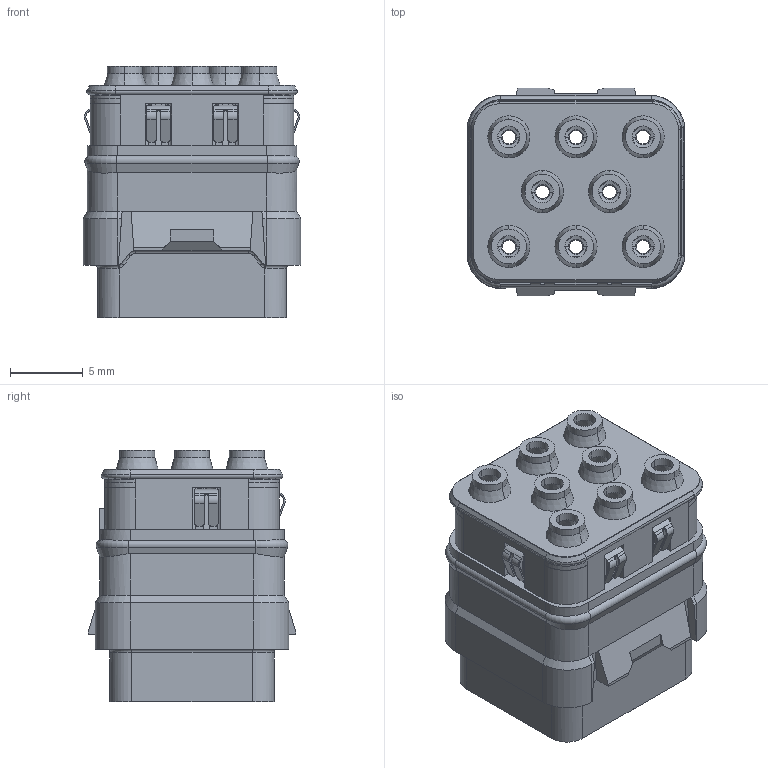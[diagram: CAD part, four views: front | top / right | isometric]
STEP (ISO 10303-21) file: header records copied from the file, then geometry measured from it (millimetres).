
FILE_DESCRIPTION((''),'2;1');
FILE_NAME('SIMEG0816PN','2020-01-14T',('presta_be4'),(''),'CREO PARAMETRIC BY PTC INC, 2018360','CREO PARAMETRIC BY PTC INC, 2018360','');
FILE_SCHEMA(('CONFIG_CONTROL_DESIGN'));
Products named in the file (1): SIMEG0816PN
Bounding box: 15 x 14.3 x 17.3 mm (x, y, z)
Volume: 1670.5 mm3; surface area: 3513 mm2
Topology: 1 solids, 1 shells, 3004 faces, 7918 edges, 4917 vertices
Faces by surface type: plane 1380, cylinder 1027, cone 269, torus 196, bspline 124, extrusion 8
Entity records: 97464 total; most frequent: CARTESIAN_POINT 22549, DIRECTION 15880, ORIENTED_EDGE 15836, EDGE_CURVE 7918, AXIS2_PLACEMENT_3D 5714, VERTEX_POINT 4917, VECTOR 4452, LINE 4444
